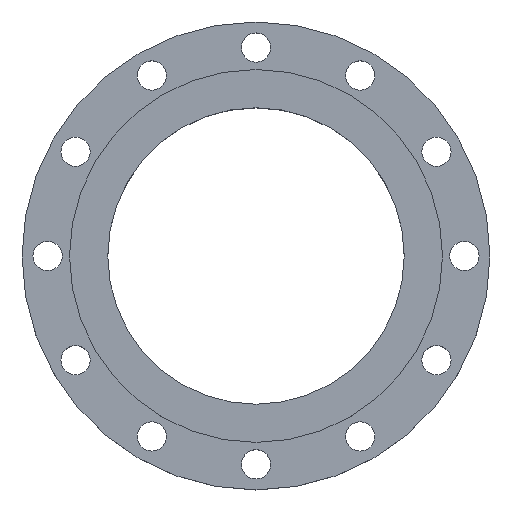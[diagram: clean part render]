
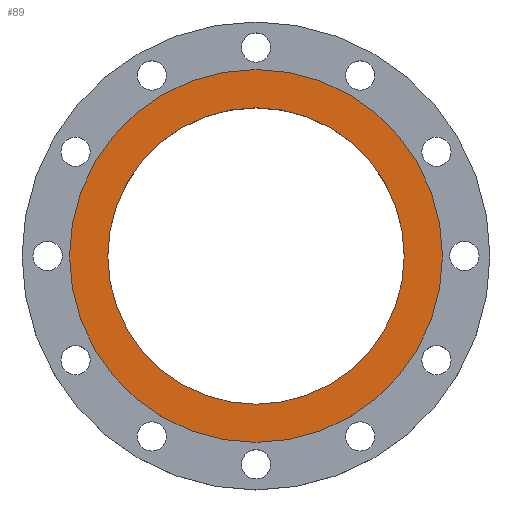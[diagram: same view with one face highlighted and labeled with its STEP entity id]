
A CAD part, top view. The second image highlights one B-rep face of the part: STEP entity #89.
In plain terms, the highlighted planar face has unit normal (0, 0, 1).
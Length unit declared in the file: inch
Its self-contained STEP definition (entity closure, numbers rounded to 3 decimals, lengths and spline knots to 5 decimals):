
#72 = CARTESIAN_POINT ( 'NONE',  ( 5.068, 0., 0. ) ) ;
#89 = ADVANCED_FACE ( 'NONE', ( #935, #141 ), #243, .F. ) ;
#105 = VERTEX_POINT ( 'NONE', #1149 ) ;
#110 = DIRECTION ( 'NONE',  ( 0., 0., 1. ) ) ;
#123 = CARTESIAN_POINT ( 'NONE',  ( 0., 5.068, 0. ) ) ;
#125 = DIRECTION ( 'NONE',  ( 1., 0., 0. ) ) ;
#130 = CARTESIAN_POINT ( 'NONE',  ( 6.375, 0., 0. ) ) ;
#141 = FACE_OUTER_BOUND ( 'NONE', #879, .T. ) ;
#243 = PLANE ( 'NONE',  #259 ) ;
#259 = AXIS2_PLACEMENT_3D ( 'NONE', #123, #1356, #1031 ) ;
#267 = EDGE_CURVE ( 'NONE', #1018, #105, #953, .T. ) ;
#290 = DIRECTION ( 'NONE',  ( 0., 0., 1. ) ) ;
#360 = ORIENTED_EDGE ( 'NONE', *, *, #267, .F. ) ;
#392 = ORIENTED_EDGE ( 'NONE', *, *, #826, .T. ) ;
#473 = AXIS2_PLACEMENT_3D ( 'NONE', #641, #290, #1059 ) ;
#493 = CIRCLE ( 'NONE', #1073, 6.375 ) ;
#510 = AXIS2_PLACEMENT_3D ( 'NONE', #1113, #878, #766 ) ;
#641 = CARTESIAN_POINT ( 'NONE',  ( 0., 0., 0. ) ) ;
#646 = EDGE_LOOP ( 'NONE', ( #360, #672 ) ) ;
#668 = CARTESIAN_POINT ( 'NONE',  ( -6.375, 0., 0. ) ) ;
#672 = ORIENTED_EDGE ( 'NONE', *, *, #1302, .F. ) ;
#689 = CARTESIAN_POINT ( 'NONE',  ( 0., 0., 0. ) ) ;
#759 = CIRCLE ( 'NONE', #473, 6.375 ) ;
#766 = DIRECTION ( 'NONE',  ( 1., 0., 0. ) ) ;
#826 = EDGE_CURVE ( 'NONE', #1236, #1108, #493, .T. ) ;
#878 = DIRECTION ( 'NONE',  ( 0., 0., 1. ) ) ;
#879 = EDGE_LOOP ( 'NONE', ( #392, #1423 ) ) ;
#897 = CIRCLE ( 'NONE', #1405, 5.068 ) ;
#935 = FACE_BOUND ( 'NONE', #646, .T. ) ;
#953 = CIRCLE ( 'NONE', #510, 5.068 ) ;
#1015 = EDGE_CURVE ( 'NONE', #1108, #1236, #759, .T. ) ;
#1018 = VERTEX_POINT ( 'NONE', #72 ) ;
#1031 = DIRECTION ( 'NONE',  ( -1., 0., 0. ) ) ;
#1059 = DIRECTION ( 'NONE',  ( 1., 0., 0. ) ) ;
#1073 = AXIS2_PLACEMENT_3D ( 'NONE', #689, #110, #1117 ) ;
#1108 = VERTEX_POINT ( 'NONE', #668 ) ;
#1113 = CARTESIAN_POINT ( 'NONE',  ( 0., 0., 0. ) ) ;
#1117 = DIRECTION ( 'NONE',  ( 1., 0., 0. ) ) ;
#1133 = DIRECTION ( 'NONE',  ( 0., 0., 1. ) ) ;
#1138 = CARTESIAN_POINT ( 'NONE',  ( 0., 0., 0. ) ) ;
#1149 = CARTESIAN_POINT ( 'NONE',  ( -5.068, 0., 0. ) ) ;
#1236 = VERTEX_POINT ( 'NONE', #130 ) ;
#1302 = EDGE_CURVE ( 'NONE', #105, #1018, #897, .T. ) ;
#1356 = DIRECTION ( 'NONE',  ( 0., 0., -1. ) ) ;
#1405 = AXIS2_PLACEMENT_3D ( 'NONE', #1138, #1133, #125 ) ;
#1423 = ORIENTED_EDGE ( 'NONE', *, *, #1015, .T. ) ;
